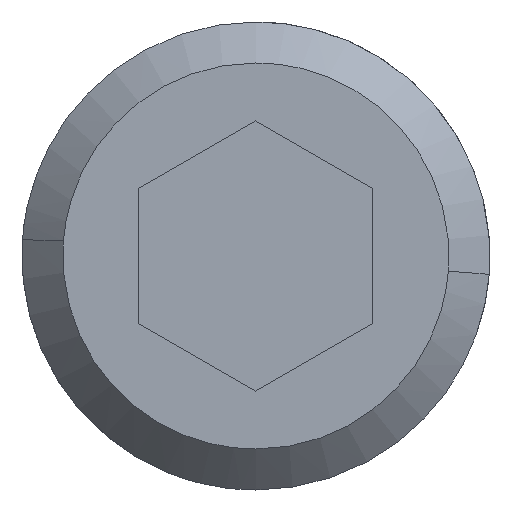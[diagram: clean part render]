
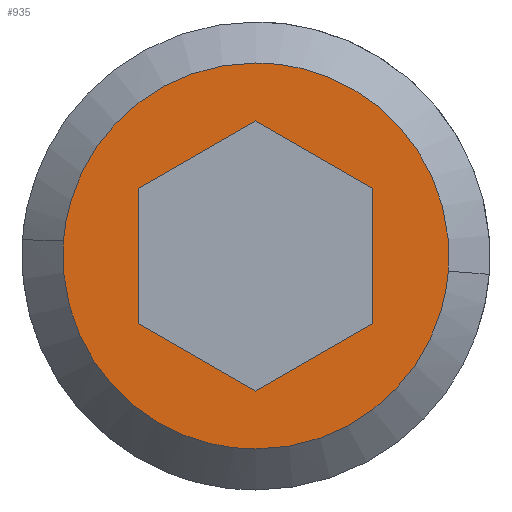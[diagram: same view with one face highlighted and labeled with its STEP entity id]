
A CAD part, front view. The second image highlights one B-rep face of the part: STEP entity #935.
In plain terms, the highlighted free-form (B-spline) face has degree [1, 1] with [2, 2] control points.
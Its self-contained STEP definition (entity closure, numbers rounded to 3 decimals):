
#595=CARTESIAN_POINT('',(0.0,-16.5,-1.65));
#596=VERTEX_POINT('',#595);
#597=CARTESIAN_POINT('',(1.645,-16.5,-0.129));
#598=VERTEX_POINT('',#597);
#599=CARTESIAN_POINT('',(0.0,-16.5,-1.65));
#600=CARTESIAN_POINT('',(1.525,-16.5,-1.65));
#601=CARTESIAN_POINT('',(1.645,-16.5,-0.129));
#609=(BOUNDED_CURVE()B_SPLINE_CURVE(2,(#599,#600,#601),.UNSPECIFIED.,.F.,.U.)B_SPLINE_CURVE_WITH_KNOTS((3,3),(0.0,0.236),.UNSPECIFIED.)CURVE()GEOMETRIC_REPRESENTATION_ITEM()RATIONAL_B_SPLINE_CURVE((1.0,0.723,0.97))REPRESENTATION_ITEM(''));
#610=EDGE_CURVE('',#596,#598,#609,.T.);
#612=CARTESIAN_POINT('',(-1.645,-16.5,0.129));
#613=VERTEX_POINT('',#612);
#614=CARTESIAN_POINT('',(-1.645,-16.5,0.129));
#615=CARTESIAN_POINT('',(-1.65,-16.5,0.065));
#616=CARTESIAN_POINT('',(-1.65,-16.5,0.));
#617=CARTESIAN_POINT('',(-1.65,-16.5,-1.65));
#618=CARTESIAN_POINT('',(0.0,-16.5,-1.65));
#626=(BOUNDED_CURVE()B_SPLINE_CURVE(2,(#614,#615,#616,#617,#618),.UNSPECIFIED.,.F.,.U.)B_SPLINE_CURVE_WITH_KNOTS((3,2,3),(0.736,0.75,1.0),.UNSPECIFIED.)CURVE()GEOMETRIC_REPRESENTATION_ITEM()RATIONAL_B_SPLINE_CURVE((0.97,0.984,1.0,0.707,1.0))REPRESENTATION_ITEM(''));
#627=EDGE_CURVE('',#613,#596,#626,.T.);
#667=CARTESIAN_POINT('',(0.0,-16.5,1.65));
#668=VERTEX_POINT('',#667);
#669=CARTESIAN_POINT('',(1.645,-16.5,-0.129));
#670=CARTESIAN_POINT('',(1.65,-16.5,-0.065));
#671=CARTESIAN_POINT('',(1.65,-16.5,0.));
#672=CARTESIAN_POINT('',(1.65,-16.5,1.65));
#673=CARTESIAN_POINT('',(0.0,-16.5,1.65));
#681=(BOUNDED_CURVE()B_SPLINE_CURVE(2,(#669,#670,#671,#672,#673),.UNSPECIFIED.,.F.,.U.)B_SPLINE_CURVE_WITH_KNOTS((3,2,3),(0.236,0.25,0.5),.UNSPECIFIED.)CURVE()GEOMETRIC_REPRESENTATION_ITEM()RATIONAL_B_SPLINE_CURVE((0.97,0.984,1.0,0.707,1.0))REPRESENTATION_ITEM(''));
#682=EDGE_CURVE('',#598,#668,#681,.T.);
#688=CARTESIAN_POINT('',(0.0,-16.5,1.65));
#689=CARTESIAN_POINT('',(-1.525,-16.5,1.65));
#690=CARTESIAN_POINT('',(-1.645,-16.5,0.129));
#698=(BOUNDED_CURVE()B_SPLINE_CURVE(2,(#688,#689,#690),.UNSPECIFIED.,.F.,.U.)B_SPLINE_CURVE_WITH_KNOTS((3,3),(0.5,0.736),.UNSPECIFIED.)CURVE()GEOMETRIC_REPRESENTATION_ITEM()RATIONAL_B_SPLINE_CURVE((1.0,0.723,0.97))REPRESENTATION_ITEM(''));
#699=EDGE_CURVE('',#668,#613,#698,.T.);
#771=CARTESIAN_POINT('',(1.0,-16.5,0.577));
#772=VERTEX_POINT('',#771);
#773=CARTESIAN_POINT('',(0.0,-16.5,1.155));
#774=VERTEX_POINT('',#773);
#775=CARTESIAN_POINT('',(1.0,-16.5,0.577));
#776=CARTESIAN_POINT('',(0.0,-16.5,1.155));
#777=QUASI_UNIFORM_CURVE('',1,(#775,#776),.UNSPECIFIED.,.F.,.U.);
#778=EDGE_CURVE('',#772,#774,#777,.T.);
#799=CARTESIAN_POINT('',(1.0,-16.5,-0.577));
#800=VERTEX_POINT('',#799);
#801=CARTESIAN_POINT('',(1.0,-16.5,-0.577));
#802=CARTESIAN_POINT('',(1.0,-16.5,0.577));
#803=QUASI_UNIFORM_CURVE('',1,(#801,#802),.UNSPECIFIED.,.F.,.U.);
#804=EDGE_CURVE('',#800,#772,#803,.T.);
#821=CARTESIAN_POINT('',(0.0,-16.5,-1.155));
#822=VERTEX_POINT('',#821);
#823=CARTESIAN_POINT('',(0.0,-16.5,-1.155));
#824=CARTESIAN_POINT('',(1.0,-16.5,-0.577));
#825=QUASI_UNIFORM_CURVE('',1,(#823,#824),.UNSPECIFIED.,.F.,.U.);
#826=EDGE_CURVE('',#822,#800,#825,.T.);
#843=CARTESIAN_POINT('',(-1.0,-16.5,-0.577));
#844=VERTEX_POINT('',#843);
#845=CARTESIAN_POINT('',(-1.0,-16.5,-0.577));
#846=CARTESIAN_POINT('',(0.0,-16.5,-1.155));
#847=QUASI_UNIFORM_CURVE('',1,(#845,#846),.UNSPECIFIED.,.F.,.U.);
#848=EDGE_CURVE('',#844,#822,#847,.T.);
#865=CARTESIAN_POINT('',(-1.0,-16.5,0.577));
#866=VERTEX_POINT('',#865);
#867=CARTESIAN_POINT('',(-1.0,-16.5,0.577));
#868=CARTESIAN_POINT('',(-1.0,-16.5,-0.577));
#869=QUASI_UNIFORM_CURVE('',1,(#867,#868),.UNSPECIFIED.,.F.,.U.);
#870=EDGE_CURVE('',#866,#844,#869,.T.);
#887=CARTESIAN_POINT('',(0.0,-16.5,1.155));
#888=CARTESIAN_POINT('',(-1.0,-16.5,0.577));
#889=QUASI_UNIFORM_CURVE('',1,(#887,#888),.UNSPECIFIED.,.F.,.U.);
#890=EDGE_CURVE('',#774,#866,#889,.T.);
#916=CARTESIAN_POINT('',(-1.814,-16.5,-1.815));
#917=CARTESIAN_POINT('',(-1.814,-16.5,1.815));
#918=CARTESIAN_POINT('',(1.814,-16.5,-1.815));
#919=CARTESIAN_POINT('',(1.814,-16.5,1.815));
#920=B_SPLINE_SURFACE_WITH_KNOTS('',1,1,((#916,#918),(#917,#919)),.UNSPECIFIED.,.F.,.F.,.U.,(2,2),(2,2),(0.0,3.63),(0.0,3.629),.UNSPECIFIED.);
#921=ORIENTED_EDGE('',*,*,#610,.T.);
#922=ORIENTED_EDGE('',*,*,#682,.T.);
#923=ORIENTED_EDGE('',*,*,#699,.T.);
#924=ORIENTED_EDGE('',*,*,#627,.T.);
#925=EDGE_LOOP('',(#921,#922,#923,#924));
#926=FACE_OUTER_BOUND('',#925,.T.);
#927=ORIENTED_EDGE('',*,*,#870,.F.);
#928=ORIENTED_EDGE('',*,*,#890,.F.);
#929=ORIENTED_EDGE('',*,*,#778,.F.);
#930=ORIENTED_EDGE('',*,*,#804,.F.);
#931=ORIENTED_EDGE('',*,*,#826,.F.);
#932=ORIENTED_EDGE('',*,*,#848,.F.);
#933=EDGE_LOOP('',(#927,#928,#929,#930,#931,#932));
#934=FACE_BOUND('',#933,.T.);
#935=ADVANCED_FACE('',(#926,#934),#920,.F.);
